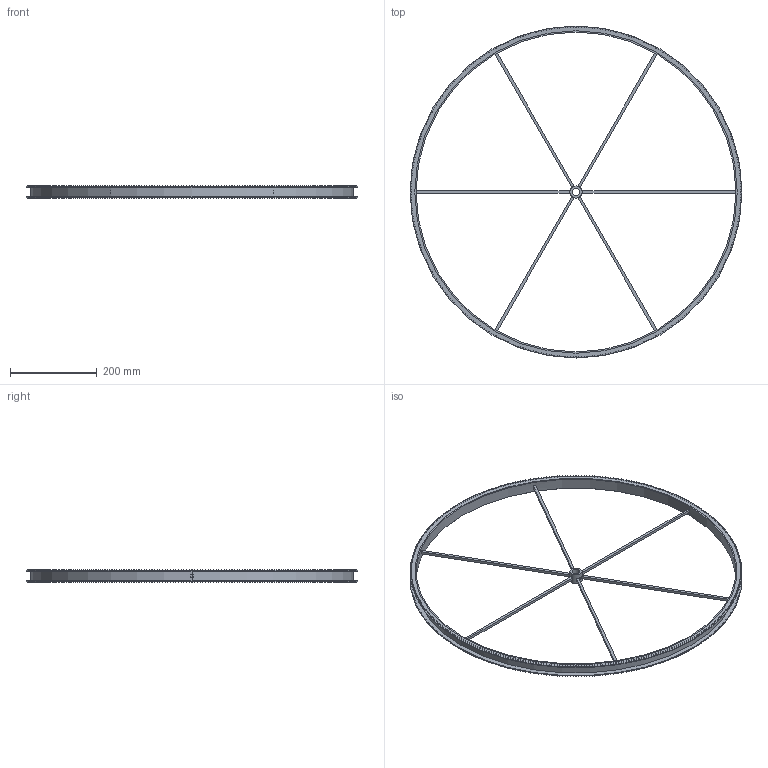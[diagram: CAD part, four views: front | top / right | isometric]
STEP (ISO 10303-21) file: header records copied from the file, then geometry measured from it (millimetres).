
FILE_DESCRIPTION(/* description */ ('VariCAD 2022-1.06 AP-214'),/* implementation_level */ '2;1');
FILE_NAME(/* name */ 'rotor.stp',/* time_stamp */ '2022-04-17T22:40:23-05:00',/* author */ (''),/* organization */ (''),/* preprocessor_version */ 'VariCAD 2022-1.06',/* originating_system */ 'VariCAD 2022-1.06; kernel version (20180118)',/* authorisation */ '');
FILE_SCHEMA(('AUTOMOTIVE_DESIGN'));
Length unit declared in the file: millimetre
Products named in the file (2): rotor
Assembly tree (1 placements, depth 2):
  rotor
    (unnamed)
Bounding box: 765.8 x 765.8 x 31.4 mm (x, y, z)
Volume: 342859.5 mm3; surface area: 295578.6 mm2
Topology: 1 solids, 1 shells, 2353 faces, 4744 edges, 3162 vertices
Faces by surface type: cylinder 1554, plane 799
Entity records: 63168 total; most frequent: DIRECTION 12588, CARTESIAN_POINT 10317, ORIENTED_EDGE 9488, AXIS2_PLACEMENT_3D 5491, EDGE_CURVE 4744, VERTEX_POINT 3162, EDGE_LOOP 3138, CIRCLE 3134
